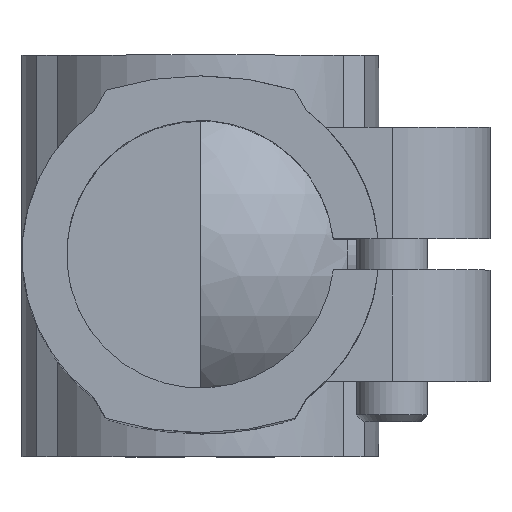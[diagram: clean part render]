
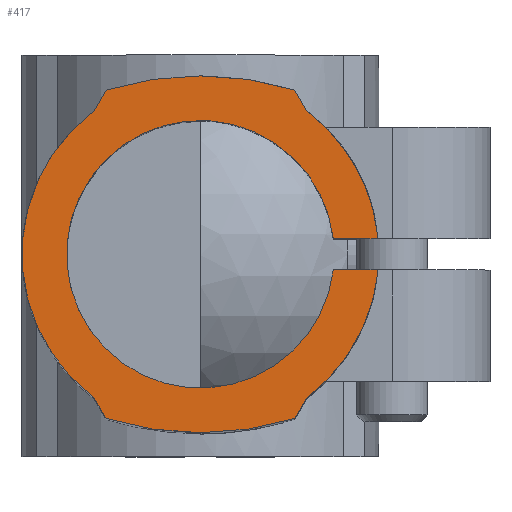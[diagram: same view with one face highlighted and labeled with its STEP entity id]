
A CAD part, top view. The second image highlights one B-rep face of the part: STEP entity #417.
In plain terms, the highlighted planar face has unit normal (0, 0, 1).
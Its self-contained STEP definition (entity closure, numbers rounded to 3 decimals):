
#417 = ADVANCED_FACE( '', ( #1029 ), #1030, .T. );
#1029 = FACE_OUTER_BOUND( '', #1920, .T. );
#1030 = PLANE( '', #1921 );
#1920 = EDGE_LOOP( '', ( #2918, #2919, #2920, #2921, #2922, #2923, #2924, #2925, #2926, #2927, #2928, #2929 ) );
#1921 = AXIS2_PLACEMENT_3D( '', #2930, #2931, #2932 );
#2918 = ORIENTED_EDGE( '', *, *, #5227, .T. );
#2919 = ORIENTED_EDGE( '', *, *, #5228, .T. );
#2920 = ORIENTED_EDGE( '', *, *, #5229, .T. );
#2921 = ORIENTED_EDGE( '', *, *, #5230, .T. );
#2922 = ORIENTED_EDGE( '', *, *, #5231, .T. );
#2923 = ORIENTED_EDGE( '', *, *, #5232, .T. );
#2924 = ORIENTED_EDGE( '', *, *, #5233, .T. );
#2925 = ORIENTED_EDGE( '', *, *, #5234, .T. );
#2926 = ORIENTED_EDGE( '', *, *, #5235, .T. );
#2927 = ORIENTED_EDGE( '', *, *, #5236, .T. );
#2928 = ORIENTED_EDGE( '', *, *, #5237, .T. );
#2929 = ORIENTED_EDGE( '', *, *, #5238, .T. );
#2930 = CARTESIAN_POINT( '', ( 0., 0., 0. ) );
#2931 = DIRECTION( '', ( 0., 0., 1. ) );
#2932 = DIRECTION( '', ( 1., 0., 0. ) );
#5227 = EDGE_CURVE( '', #6236, #6237, #6238, .F. );
#5228 = EDGE_CURVE( '', #6237, #6239, #6240, .T. );
#5229 = EDGE_CURVE( '', #6239, #6241, #6242, .T. );
#5230 = EDGE_CURVE( '', #6241, #6243, #6244, .T. );
#5231 = EDGE_CURVE( '', #6243, #6245, #6246, .T. );
#5232 = EDGE_CURVE( '', #6245, #6247, #6248, .T. );
#5233 = EDGE_CURVE( '', #6247, #6249, #6250, .T. );
#5234 = EDGE_CURVE( '', #6249, #6251, #6252, .T. );
#5235 = EDGE_CURVE( '', #6251, #6253, #6254, .T. );
#5236 = EDGE_CURVE( '', #6253, #6255, #6256, .T. );
#5237 = EDGE_CURVE( '', #6255, #6257, #6258, .T. );
#5238 = EDGE_CURVE( '', #6257, #6236, #6259, .T. );
#6236 = VERTEX_POINT( '', #7776 );
#6237 = VERTEX_POINT( '', #7777 );
#6238 = CIRCLE( '', #7778, 15. );
#6239 = VERTEX_POINT( '', #7779 );
#6240 = LINE( '', #7780, #7781 );
#6241 = VERTEX_POINT( '', #7782 );
#6242 = CIRCLE( '', #7783, 20. );
#6243 = VERTEX_POINT( '', #7784 );
#6244 = LINE( '', #7785, #7786 );
#6245 = VERTEX_POINT( '', #7787 );
#6246 = CIRCLE( '', #7788, 36. );
#6247 = VERTEX_POINT( '', #7789 );
#6248 = LINE( '', #7790, #7791 );
#6249 = VERTEX_POINT( '', #7792 );
#6250 = CIRCLE( '', #7793, 20. );
#6251 = VERTEX_POINT( '', #7794 );
#6252 = LINE( '', #7795, #7796 );
#6253 = VERTEX_POINT( '', #7797 );
#6254 = CIRCLE( '', #7798, 36. );
#6255 = VERTEX_POINT( '', #7799 );
#6256 = LINE( '', #7800, #7801 );
#6257 = VERTEX_POINT( '', #7802 );
#6258 = CIRCLE( '', #7803, 20. );
#6259 = LINE( '', #7804, #7805 );
#7776 = CARTESIAN_POINT( '', ( 14.898, -1.75, 0. ) );
#7777 = CARTESIAN_POINT( '', ( 14.898, 1.75, 0. ) );
#7778 = AXIS2_PLACEMENT_3D( '', #9612, #9613, #9614 );
#7779 = CARTESIAN_POINT( '', ( 19.923, 1.75, 0. ) );
#7780 = CARTESIAN_POINT( '', ( 0., 1.75, 0. ) );
#7781 = VECTOR( '', #9615, 1000. );
#7782 = CARTESIAN_POINT( '', ( 11.95, 16.037, 0. ) );
#7783 = AXIS2_PLACEMENT_3D( '', #9616, #9617, #9618 );
#7784 = CARTESIAN_POINT( '', ( 10.58, 18.41, 0. ) );
#7785 = CARTESIAN_POINT( '', ( 11.95, 16.037, 0. ) );
#7786 = VECTOR( '', #9619, 1000. );
#7787 = CARTESIAN_POINT( '', ( -10.58, 18.41, 0. ) );
#7788 = AXIS2_PLACEMENT_3D( '', #9620, #9621, #9622 );
#7789 = CARTESIAN_POINT( '', ( -11.95, 16.037, 0. ) );
#7790 = CARTESIAN_POINT( '', ( -10.58, 18.41, 0. ) );
#7791 = VECTOR( '', #9623, 1000. );
#7792 = CARTESIAN_POINT( '', ( -11.95, -16.037, 0. ) );
#7793 = AXIS2_PLACEMENT_3D( '', #9624, #9625, #9626 );
#7794 = CARTESIAN_POINT( '', ( -10.58, -18.41, 0. ) );
#7795 = CARTESIAN_POINT( '', ( -11.95, -16.037, 0. ) );
#7796 = VECTOR( '', #9627, 1000. );
#7797 = CARTESIAN_POINT( '', ( 10.58, -18.41, 0. ) );
#7798 = AXIS2_PLACEMENT_3D( '', #9628, #9629, #9630 );
#7799 = CARTESIAN_POINT( '', ( 11.95, -16.037, 0. ) );
#7800 = CARTESIAN_POINT( '', ( 10.58, -18.41, 0. ) );
#7801 = VECTOR( '', #9631, 1000. );
#7802 = CARTESIAN_POINT( '', ( 19.923, -1.75, 0. ) );
#7803 = AXIS2_PLACEMENT_3D( '', #9632, #9633, #9634 );
#7804 = CARTESIAN_POINT( '', ( 0., -1.75, 0. ) );
#7805 = VECTOR( '', #9635, 1000. );
#9612 = CARTESIAN_POINT( '', ( 0., 0., 0. ) );
#9613 = DIRECTION( '', ( 0., 0., 1. ) );
#9614 = DIRECTION( '', ( 1., 0., 0. ) );
#9615 = DIRECTION( '', ( 1., 0., 0. ) );
#9616 = CARTESIAN_POINT( '', ( 0., 0., 0. ) );
#9617 = DIRECTION( '', ( 0., 0., 1. ) );
#9618 = DIRECTION( '', ( 1., 0., 0. ) );
#9619 = DIRECTION( '', ( -0.5, 0.866, 0. ) );
#9620 = CARTESIAN_POINT( '', ( 0., -16., 0. ) );
#9621 = DIRECTION( '', ( 0., 0., 1. ) );
#9622 = DIRECTION( '', ( 1., 0., 0. ) );
#9623 = DIRECTION( '', ( -0.5, -0.866, 0. ) );
#9624 = CARTESIAN_POINT( '', ( 0., 0., 0. ) );
#9625 = DIRECTION( '', ( 0., 0., 1. ) );
#9626 = DIRECTION( '', ( 1., 0., 0. ) );
#9627 = DIRECTION( '', ( 0.5, -0.866, 0. ) );
#9628 = CARTESIAN_POINT( '', ( 0., 16., 0. ) );
#9629 = DIRECTION( '', ( 0., 0., 1. ) );
#9630 = DIRECTION( '', ( 1., 0., 0. ) );
#9631 = DIRECTION( '', ( 0.5, 0.866, 0. ) );
#9632 = CARTESIAN_POINT( '', ( 0., 0., 0. ) );
#9633 = DIRECTION( '', ( 0., 0., 1. ) );
#9634 = DIRECTION( '', ( 1., 0., 0. ) );
#9635 = DIRECTION( '', ( -1., 0., 0. ) );
